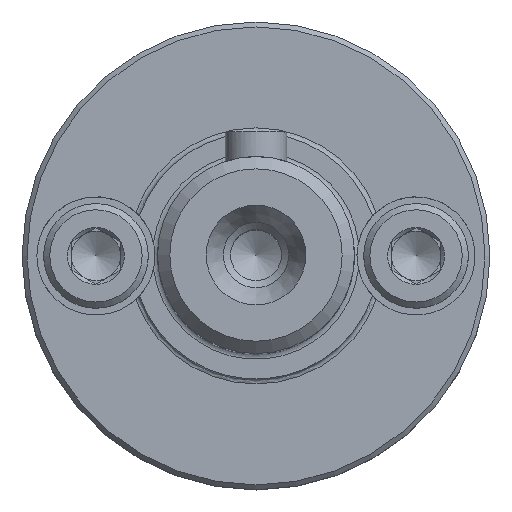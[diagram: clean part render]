
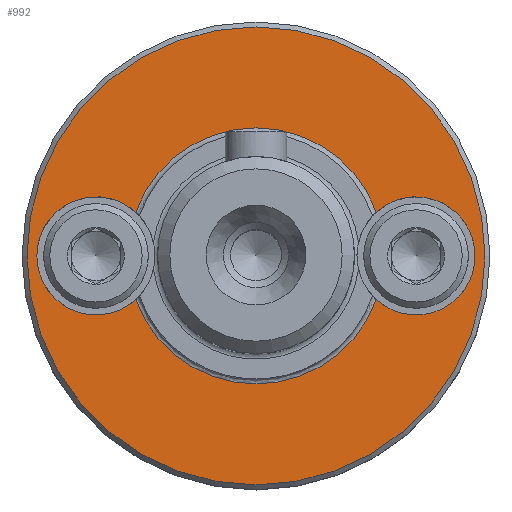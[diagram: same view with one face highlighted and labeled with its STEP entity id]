
A CAD part, top view. The second image highlights one B-rep face of the part: STEP entity #992.
In plain terms, the highlighted planar face has unit normal (0, 0, 1).
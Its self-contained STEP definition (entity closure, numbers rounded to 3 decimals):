
#67=PLANE('',#1126);
#248=ORIENTED_EDGE('',*,*,#484,.F.);
#249=ORIENTED_EDGE('',*,*,#485,.F.);
#250=ORIENTED_EDGE('',*,*,#460,.T.);
#251=ORIENTED_EDGE('',*,*,#486,.F.);
#252=ORIENTED_EDGE('',*,*,#469,.T.);
#460=EDGE_CURVE('',#582,#583,#670,.T.);
#469=EDGE_CURVE('',#588,#589,#675,.T.);
#484=EDGE_CURVE('',#601,#601,#684,.T.);
#485=EDGE_CURVE('',#582,#589,#685,.F.);
#486=EDGE_CURVE('',#588,#583,#686,.F.);
#582=VERTEX_POINT('',#1617);
#583=VERTEX_POINT('',#1622);
#588=VERTEX_POINT('',#1641);
#589=VERTEX_POINT('',#1646);
#601=VERTEX_POINT('',#1699);
#670=CIRCLE('',#1102,10.4);
#675=CIRCLE('',#1110,10.4);
#684=CIRCLE('',#1127,18.6);
#685=CIRCLE('',#1128,4.8);
#686=CIRCLE('',#1129,4.8);
#755=EDGE_LOOP('',(#248));
#756=EDGE_LOOP('',(#249,#250,#251,#252));
#872=FACE_BOUND('',#755,.T.);
#873=FACE_BOUND('',#756,.T.);
#992=ADVANCED_FACE('',(#872,#873),#67,.F.);
#1102=AXIS2_PLACEMENT_3D('',#1623,#1265,#1266);
#1110=AXIS2_PLACEMENT_3D('',#1647,#1283,#1284);
#1126=AXIS2_PLACEMENT_3D('',#1697,#1317,#1318);
#1127=AXIS2_PLACEMENT_3D('',#1698,#1319,#1320);
#1128=AXIS2_PLACEMENT_3D('',#1700,#1321,#1322);
#1129=AXIS2_PLACEMENT_3D('',#1701,#1323,#1324);
#1265=DIRECTION('',(0.,0.,-1.));
#1266=DIRECTION('',(0.,1.,0.));
#1283=DIRECTION('',(0.,0.,-1.));
#1284=DIRECTION('',(0.,1.,0.));
#1317=DIRECTION('',(0.,0.,-1.));
#1318=DIRECTION('',(0.,1.,0.));
#1319=DIRECTION('',(0.,0.,-1.));
#1320=DIRECTION('',(0.,1.,0.));
#1321=DIRECTION('',(0.,0.,-1.));
#1322=DIRECTION('',(0.,1.,0.));
#1323=DIRECTION('',(0.,0.,-1.));
#1324=DIRECTION('',(0.,1.,0.));
#1617=CARTESIAN_POINT('',(9.774,-3.554,11.8));
#1622=CARTESIAN_POINT('',(-9.774,-3.554,11.8));
#1623=CARTESIAN_POINT('',(0.,0.,11.8));
#1641=CARTESIAN_POINT('',(-9.774,3.554,11.8));
#1646=CARTESIAN_POINT('',(9.774,3.554,11.8));
#1647=CARTESIAN_POINT('',(0.,0.,11.8));
#1697=CARTESIAN_POINT('',(0.,10.4,11.8));
#1698=CARTESIAN_POINT('',(0.,0.,11.8));
#1699=CARTESIAN_POINT('',(0.,18.6,11.8));
#1700=CARTESIAN_POINT('',(13.,0.,11.8));
#1701=CARTESIAN_POINT('',(-13.,0.,11.8));
